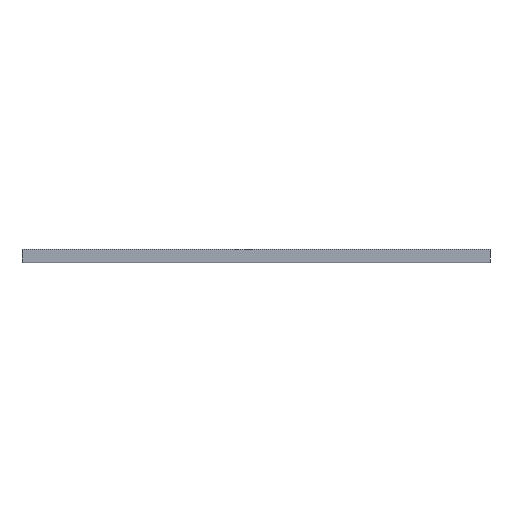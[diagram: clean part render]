
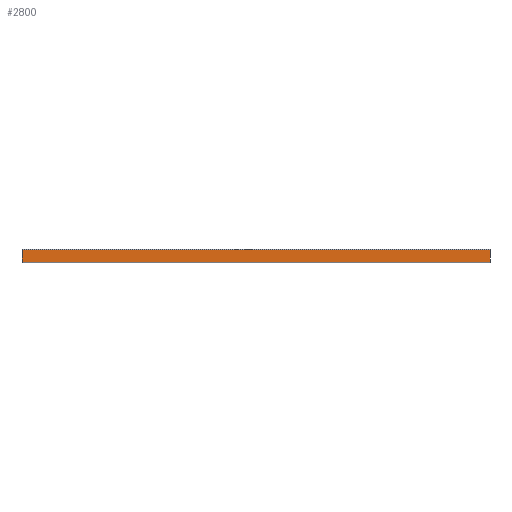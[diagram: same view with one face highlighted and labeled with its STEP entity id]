
A CAD part, top view. The second image highlights one B-rep face of the part: STEP entity #2800.
In plain terms, the highlighted planar face has unit normal (0, 0, 1).
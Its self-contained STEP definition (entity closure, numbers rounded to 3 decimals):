
#250 = CARTESIAN_POINT ( 'NONE',  ( 0., 0., -24.2 ) ) ;
#340 = VERTEX_POINT ( 'NONE', #4735 ) ;
#606 = EDGE_CURVE ( 'NONE', #340, #5946, #1921, .T. ) ;
#926 = VECTOR ( 'NONE', #3406, 1000. ) ;
#1068 = CARTESIAN_POINT ( 'NONE',  ( 1956., 0., -24.2 ) ) ;
#1110 = EDGE_LOOP ( 'NONE', ( #4590, #3864, #1937, #4235 ) ) ;
#1189 = DIRECTION ( 'NONE',  ( 0., 1., 0. ) ) ;
#1518 = AXIS2_PLACEMENT_3D ( 'NONE', #1068, #2457, #2417 ) ;
#1530 = VERTEX_POINT ( 'NONE', #2268 ) ;
#1735 = LINE ( 'NONE', #2994, #3109 ) ;
#1921 = LINE ( 'NONE', #4915, #3011 ) ;
#1937 = ORIENTED_EDGE ( 'NONE', *, *, #5526, .F. ) ;
#2039 = VERTEX_POINT ( 'NONE', #2600 ) ;
#2059 = CARTESIAN_POINT ( 'NONE',  ( 1956., 54.15, -24.2 ) ) ;
#2103 = DIRECTION ( 'NONE',  ( -1., 0., 0. ) ) ;
#2134 = LINE ( 'NONE', #2059, #926 ) ;
#2155 = CARTESIAN_POINT ( 'NONE',  ( 1956., 54.15, -24.2 ) ) ;
#2268 = CARTESIAN_POINT ( 'NONE',  ( 0., 1.8, -24.2 ) ) ;
#2417 = DIRECTION ( 'NONE',  ( 1., 0., 0. ) ) ;
#2457 = DIRECTION ( 'NONE',  ( 0., 0., 1. ) ) ;
#2600 = CARTESIAN_POINT ( 'NONE',  ( 0., 54.15, -24.2 ) ) ;
#2625 = DIRECTION ( 'NONE',  ( 0., 1., 0. ) ) ;
#2800 = ADVANCED_FACE ( 'NONE', ( #3673 ), #4728, .T. ) ;
#2994 = CARTESIAN_POINT ( 'NONE',  ( 1956., 1.8, -24.2 ) ) ;
#3011 = VECTOR ( 'NONE', #2625, 1000. ) ;
#3109 = VECTOR ( 'NONE', #2103, 1000. ) ;
#3406 = DIRECTION ( 'NONE',  ( -1., 0., 0. ) ) ;
#3673 = FACE_OUTER_BOUND ( 'NONE', #1110, .T. ) ;
#3864 = ORIENTED_EDGE ( 'NONE', *, *, #4550, .F. ) ;
#4235 = ORIENTED_EDGE ( 'NONE', *, *, #606, .T. ) ;
#4550 = EDGE_CURVE ( 'NONE', #1530, #2039, #5664, .T. ) ;
#4590 = ORIENTED_EDGE ( 'NONE', *, *, #5364, .T. ) ;
#4728 = PLANE ( 'NONE',  #1518 ) ;
#4735 = CARTESIAN_POINT ( 'NONE',  ( 1956., 1.8, -24.2 ) ) ;
#4915 = CARTESIAN_POINT ( 'NONE',  ( 1956., 0., -24.2 ) ) ;
#5364 = EDGE_CURVE ( 'NONE', #5946, #2039, #2134, .T. ) ;
#5386 = VECTOR ( 'NONE', #1189, 1000. ) ;
#5526 = EDGE_CURVE ( 'NONE', #340, #1530, #1735, .T. ) ;
#5664 = LINE ( 'NONE', #250, #5386 ) ;
#5946 = VERTEX_POINT ( 'NONE', #2155 ) ;
